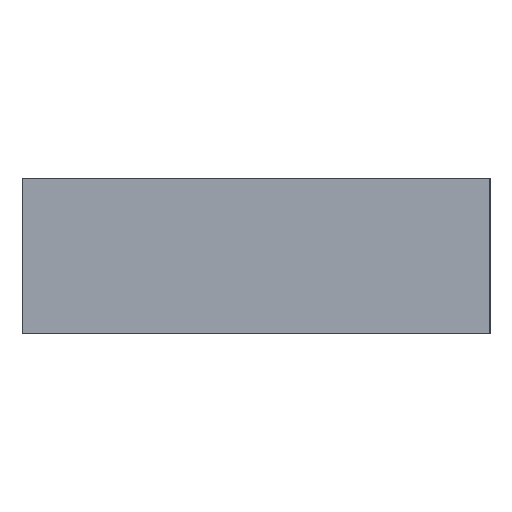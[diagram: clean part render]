
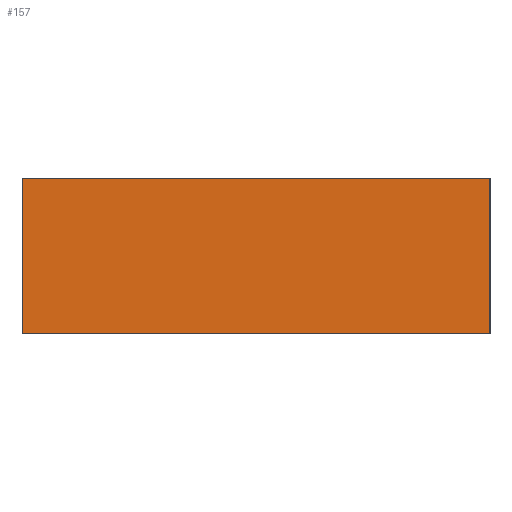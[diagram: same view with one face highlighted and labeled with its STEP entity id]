
A CAD part, left-side view. The second image highlights one B-rep face of the part: STEP entity #157.
In plain terms, the highlighted planar face has unit normal (-1, 0, 0).
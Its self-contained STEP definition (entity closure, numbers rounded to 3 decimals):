
#20 = ORIENTED_EDGE ( 'NONE', *, *, #924, .T. ) ;
#75 = DIRECTION ( 'NONE',  ( 0., 0., -1. ) ) ;
#77 = VERTEX_POINT ( 'NONE', #2026 ) ;
#157 = ADVANCED_FACE ( 'NONE', ( #1354 ), #1870, .F. ) ;
#197 = DIRECTION ( 'NONE',  ( 0., -1., 0. ) ) ;
#228 = CARTESIAN_POINT ( 'NONE',  ( 0., 0., 2. ) ) ;
#292 = CARTESIAN_POINT ( 'NONE',  ( 0., 0., 0. ) ) ;
#297 = CARTESIAN_POINT ( 'NONE',  ( 0., 6., 2. ) ) ;
#334 = DIRECTION ( 'NONE',  ( 0., 0., -1. ) ) ;
#361 = VECTOR ( 'NONE', #399, 1000. ) ;
#399 = DIRECTION ( 'NONE',  ( 0., -1., 0. ) ) ;
#421 = ORIENTED_EDGE ( 'NONE', *, *, #1173, .F. ) ;
#486 = ORIENTED_EDGE ( 'NONE', *, *, #1953, .T. ) ;
#527 = VECTOR ( 'NONE', #197, 1000. ) ;
#637 = LINE ( 'NONE', #297, #1993 ) ;
#659 = VERTEX_POINT ( 'NONE', #804 ) ;
#708 = CARTESIAN_POINT ( 'NONE',  ( 0., 0., 2. ) ) ;
#804 = CARTESIAN_POINT ( 'NONE',  ( 0., 0., 0. ) ) ;
#824 = LINE ( 'NONE', #228, #361 ) ;
#831 = CARTESIAN_POINT ( 'NONE',  ( 0., 6., 0. ) ) ;
#924 = EDGE_CURVE ( 'NONE', #77, #1005, #637, .T. ) ;
#1005 = VERTEX_POINT ( 'NONE', #831 ) ;
#1026 = ORIENTED_EDGE ( 'NONE', *, *, #2067, .F. ) ;
#1036 = LINE ( 'NONE', #292, #527 ) ;
#1173 = EDGE_CURVE ( 'NONE', #1312, #659, #1849, .T. ) ;
#1243 = AXIS2_PLACEMENT_3D ( 'NONE', #1991, #1943, #1885 ) ;
#1308 = VECTOR ( 'NONE', #334, 1000. ) ;
#1312 = VERTEX_POINT ( 'NONE', #1843 ) ;
#1354 = FACE_OUTER_BOUND ( 'NONE', #1552, .T. ) ;
#1552 = EDGE_LOOP ( 'NONE', ( #486, #421, #1026, #20 ) ) ;
#1843 = CARTESIAN_POINT ( 'NONE',  ( 0., 0., 2. ) ) ;
#1849 = LINE ( 'NONE', #708, #1308 ) ;
#1870 = PLANE ( 'NONE',  #1243 ) ;
#1885 = DIRECTION ( 'NONE',  ( 0., 0., -1. ) ) ;
#1943 = DIRECTION ( 'NONE',  ( 1., 0., 0. ) ) ;
#1953 = EDGE_CURVE ( 'NONE', #1005, #659, #1036, .T. ) ;
#1991 = CARTESIAN_POINT ( 'NONE',  ( 0., 0., 2. ) ) ;
#1993 = VECTOR ( 'NONE', #75, 1000. ) ;
#2026 = CARTESIAN_POINT ( 'NONE',  ( 0., 6., 2. ) ) ;
#2067 = EDGE_CURVE ( 'NONE', #77, #1312, #824, .T. ) ;
